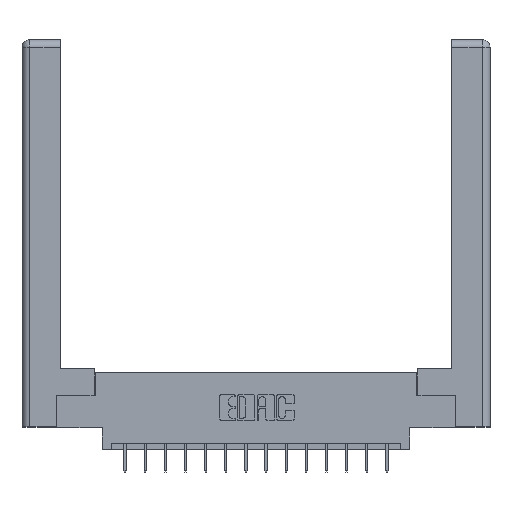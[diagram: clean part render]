
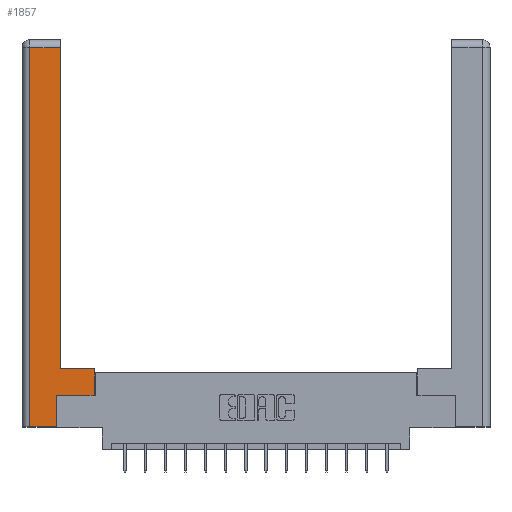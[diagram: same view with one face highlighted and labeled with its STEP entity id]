
A CAD part, top view. The second image highlights one B-rep face of the part: STEP entity #1857.
In plain terms, the highlighted planar face has unit normal (0, 0, 1).
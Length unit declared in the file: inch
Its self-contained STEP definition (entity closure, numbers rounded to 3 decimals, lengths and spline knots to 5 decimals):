
#1123 = ORIENTED_EDGE ( 'NONE', *, *, #7957, .T. ) ;
#1124 = ORIENTED_EDGE ( 'NONE', *, *, #7733, .T. ) ;
#1387 = DIRECTION ( 'NONE',  ( 0., 1., 0. ) ) ;
#1831 = DIRECTION ( 'NONE',  ( -1., 0., 0. ) ) ;
#1857 = ADVANCED_FACE ( 'NONE', ( #8497 ), #7134, .F. ) ;
#2033 = VECTOR ( 'NONE', #3326, 39.37008 ) ;
#2202 = LINE ( 'NONE', #10045, #17309 ) ;
#2446 = ORIENTED_EDGE ( 'NONE', *, *, #11690, .T. ) ;
#2660 = CARTESIAN_POINT ( 'NONE',  ( 0.295, 0.45, 0. ) ) ;
#2834 = DIRECTION ( 'NONE',  ( 0., -1., 0. ) ) ;
#2926 = EDGE_LOOP ( 'NONE', ( #2446, #7560, #1123, #3539, #1124, #10616, #6926, #7104 ) ) ;
#2936 = LINE ( 'NONE', #2660, #16774 ) ;
#3089 = CARTESIAN_POINT ( 'NONE',  ( 0.565, 0.45, 0. ) ) ;
#3326 = DIRECTION ( 'NONE',  ( 0., 1., 0. ) ) ;
#3539 = ORIENTED_EDGE ( 'NONE', *, *, #9142, .T. ) ;
#3788 = VERTEX_POINT ( 'NONE', #9537 ) ;
#3876 = CARTESIAN_POINT ( 'NONE',  ( 0.565, 0.245, 0. ) ) ;
#4040 = VERTEX_POINT ( 'NONE', #13013 ) ;
#4532 = DIRECTION ( 'NONE',  ( 1., 0., 0. ) ) ;
#4648 = LINE ( 'NONE', #7840, #13255 ) ;
#4877 = VERTEX_POINT ( 'NONE', #3876 ) ;
#5276 = CARTESIAN_POINT ( 'NONE',  ( 0.265, 0.245, 0. ) ) ;
#5279 = VECTOR ( 'NONE', #2834, 39.37008 ) ;
#5364 = CARTESIAN_POINT ( 'NONE',  ( 0.295, 0.45, 0. ) ) ;
#5426 = EDGE_CURVE ( 'NONE', #16616, #11235, #9130, .T. ) ;
#5428 = DIRECTION ( 'NONE',  ( -1., 0., 0. ) ) ;
#5696 = LINE ( 'NONE', #15736, #5279 ) ;
#5994 = CARTESIAN_POINT ( 'NONE',  ( 0.0615, 2.94, 0. ) ) ;
#6926 = ORIENTED_EDGE ( 'NONE', *, *, #14555, .T. ) ;
#7104 = ORIENTED_EDGE ( 'NONE', *, *, #8004, .T. ) ;
#7134 = PLANE ( 'NONE',  #9375 ) ;
#7177 = LINE ( 'NONE', #5276, #16371 ) ;
#7560 = ORIENTED_EDGE ( 'NONE', *, *, #5426, .T. ) ;
#7733 = EDGE_CURVE ( 'NONE', #8648, #3788, #7177, .T. ) ;
#7770 = CARTESIAN_POINT ( 'NONE',  ( 0.265, 0., 0. ) ) ;
#7840 = CARTESIAN_POINT ( 'NONE',  ( 0.295, 3., 0. ) ) ;
#7957 = EDGE_CURVE ( 'NONE', #11235, #4040, #5696, .T. ) ;
#8004 = EDGE_CURVE ( 'NONE', #8881, #11755, #2936, .T. ) ;
#8497 = FACE_OUTER_BOUND ( 'NONE', #2926, .T. ) ;
#8648 = VERTEX_POINT ( 'NONE', #7770 ) ;
#8881 = VERTEX_POINT ( 'NONE', #9117 ) ;
#9117 = CARTESIAN_POINT ( 'NONE',  ( 0.565, 0.45, 0. ) ) ;
#9130 = LINE ( 'NONE', #5994, #11002 ) ;
#9142 = EDGE_CURVE ( 'NONE', #4040, #8648, #14538, .T. ) ;
#9375 = AXIS2_PLACEMENT_3D ( 'NONE', #16520, #9826, #1831 ) ;
#9537 = CARTESIAN_POINT ( 'NONE',  ( 0.265, 0.245, 0. ) ) ;
#9826 = DIRECTION ( 'NONE',  ( 0., 0., -1. ) ) ;
#10045 = CARTESIAN_POINT ( 'NONE',  ( 0.565, 0.245, 0. ) ) ;
#10616 = ORIENTED_EDGE ( 'NONE', *, *, #15326, .T. ) ;
#10901 = DIRECTION ( 'NONE',  ( 1., 0., 0. ) ) ;
#11002 = VECTOR ( 'NONE', #14190, 39.37008 ) ;
#11235 = VERTEX_POINT ( 'NONE', #14747 ) ;
#11690 = EDGE_CURVE ( 'NONE', #11755, #16616, #4648, .T. ) ;
#11755 = VERTEX_POINT ( 'NONE', #5364 ) ;
#12655 = VECTOR ( 'NONE', #10901, 39.37008 ) ;
#13013 = CARTESIAN_POINT ( 'NONE',  ( 0.0615, 0., 0. ) ) ;
#13255 = VECTOR ( 'NONE', #13277, 39.37008 ) ;
#13277 = DIRECTION ( 'NONE',  ( 0., 1., 0. ) ) ;
#13455 = CARTESIAN_POINT ( 'NONE',  ( 0.265, 0., 0. ) ) ;
#14190 = DIRECTION ( 'NONE',  ( -1., 0., 0. ) ) ;
#14528 = CARTESIAN_POINT ( 'NONE',  ( 0.295, 2.94, 0. ) ) ;
#14538 = LINE ( 'NONE', #13455, #12655 ) ;
#14555 = EDGE_CURVE ( 'NONE', #4877, #8881, #17118, .T. ) ;
#14747 = CARTESIAN_POINT ( 'NONE',  ( 0.0615, 2.94, 0. ) ) ;
#15326 = EDGE_CURVE ( 'NONE', #3788, #4877, #2202, .T. ) ;
#15736 = CARTESIAN_POINT ( 'NONE',  ( 0.0615, 0., 0. ) ) ;
#16371 = VECTOR ( 'NONE', #1387, 39.37008 ) ;
#16520 = CARTESIAN_POINT ( 'NONE',  ( 0., 0., 0. ) ) ;
#16616 = VERTEX_POINT ( 'NONE', #14528 ) ;
#16774 = VECTOR ( 'NONE', #5428, 39.37008 ) ;
#17118 = LINE ( 'NONE', #3089, #2033 ) ;
#17309 = VECTOR ( 'NONE', #4532, 39.37008 ) ;
